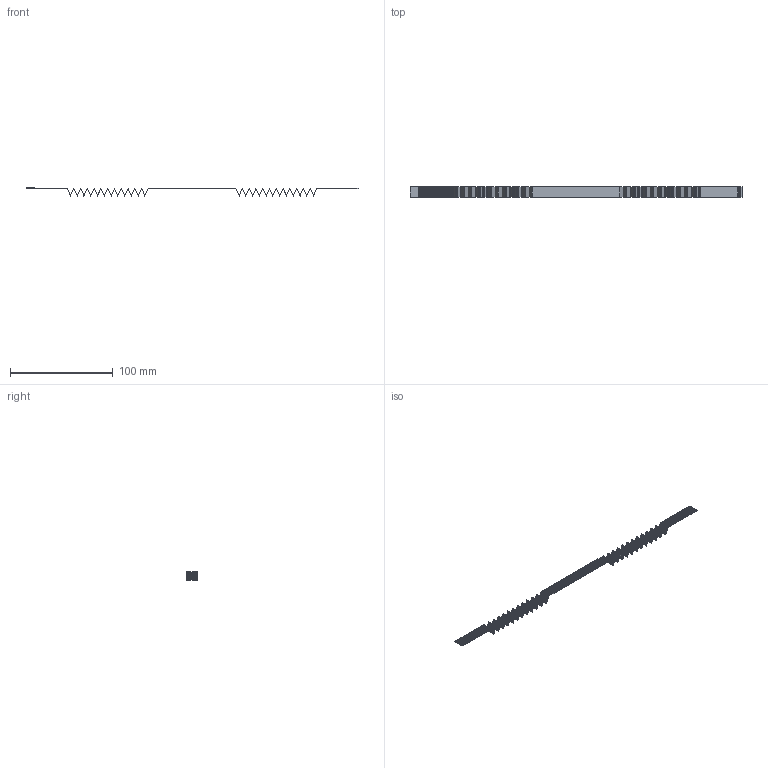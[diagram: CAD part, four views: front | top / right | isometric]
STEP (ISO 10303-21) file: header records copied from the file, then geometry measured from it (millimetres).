
FILE_DESCRIPTION(/* description */ ('Unknown'),/* implementation_level */ '2;1');
FILE_NAME(/* name */ '687720225002',/* time_stamp */ '2020-12-14T09:29:06+01:00',/* author */ ('Unknown'),/* organization */ ('Unknown'),/* preprocessor_version */ 'ST-DEVELOPER v16.7',/* originating_system */ 'DEX',/* authorisation */ $);
FILE_SCHEMA (('AUTOMOTIVE_DESIGN {1 0 10303 214 3 1 1}'));
Products named in the file (2): 6877xx225002; 687720225002
Assembly tree (1 placements, depth 2):
  6877xx225002
    687720225002
Bounding box: 323.56 x 10.5 x 7.93 mm (x, y, z)
Volume: 666.9 mm3; surface area: 18970.2 mm2
Topology: 1 solids, 481 shells, 4305 faces, 9941 edges, 6598 vertices
Faces by surface type: plane 4305
Entity records: 148521 total; most frequent: CARTESIAN_POINT 20846, ORIENTED_EDGE 19882, DIRECTION 18555, EDGE_CURVE 9941, LINE 9941, VECTOR 9941, VERTEX_POINT 6598, AXIS2_PLACEMENT_3D 4307
